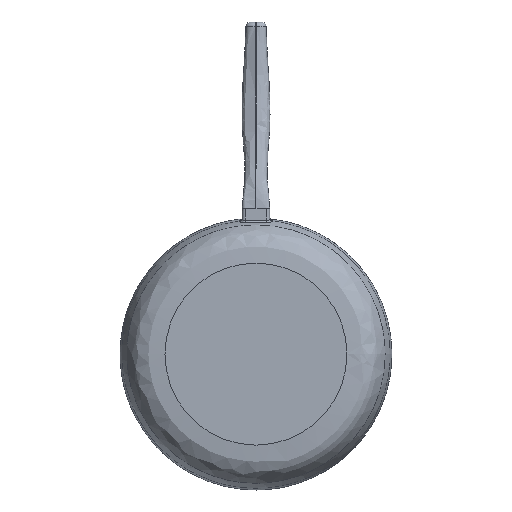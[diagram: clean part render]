
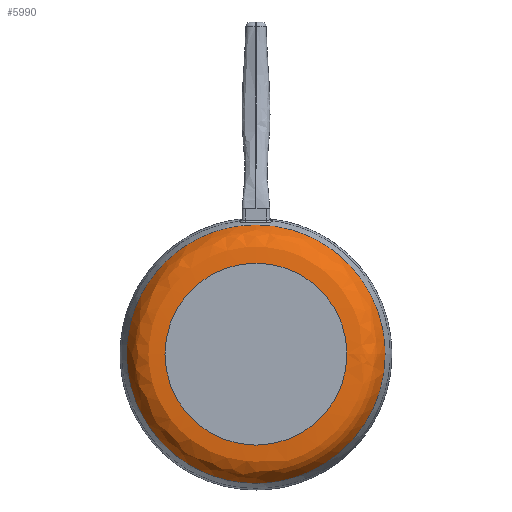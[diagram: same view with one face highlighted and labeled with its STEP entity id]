
A CAD part, front view. The second image highlights one B-rep face of the part: STEP entity #5990.
In plain terms, the highlighted free-form (B-spline) face has degree [4, 2] with [5, 9] control points.
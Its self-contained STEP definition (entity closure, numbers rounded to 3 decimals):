
#15=(
BOUNDED_SURFACE()
B_SPLINE_SURFACE(4,2,((#15942,#15943,#15944,#15945,#15946,#15947,#15948,
#15949,#15950),(#15951,#15952,#15953,#15954,#15955,#15956,#15957,#15958,
#15959),(#15960,#15961,#15962,#15963,#15964,#15965,#15966,#15967,#15968),
(#15969,#15970,#15971,#15972,#15973,#15974,#15975,#15976,#15977),(#15978,
#15979,#15980,#15981,#15982,#15983,#15984,#15985,#15986)),.UNSPECIFIED.,
 .F.,.T.,.F.)
B_SPLINE_SURFACE_WITH_KNOTS((5,5),(3,2,2,2,3),(-2.,-1.),(0.,1.571,
3.142,4.712,6.283),.UNSPECIFIED.)
GEOMETRIC_REPRESENTATION_ITEM()
RATIONAL_B_SPLINE_SURFACE(((1.,0.707,1.,0.707,1.,
0.707,1.,0.707,1.),(1.,0.707,1.,0.707,
1.,0.707,1.,0.707,1.),(1.,0.707,1.,
0.707,1.,0.707,1.,0.707,1.),(1.,0.707,
1.,0.707,1.,0.707,1.,0.707,1.),(1.,
0.707,1.,0.707,1.,0.707,1.,0.707,
1.)))
REPRESENTATION_ITEM('')
SURFACE()
);
#45=CIRCLE('',#6147,100.);
#538=FACE_OUTER_BOUND('',#854,.T.);
#854=EDGE_LOOP('',(#5282,#5283,#5284,#5285));
#2046=B_SPLINE_CURVE_WITH_KNOTS('',3,(#14703,#14704,#14705,#14706,#14707,
#14708,#14709,#14710,#14711,#14712,#14713,#14714,#14715,#14716,#14717,#14718,
#14719,#14720,#14721,#14722,#14723,#14724,#14725,#14726,#14727,#14728,#14729),
 .UNSPECIFIED.,.T.,.F.,(4,1,1,1,1,1,1,1,1,1,1,1,1,1,1,1,1,1,1,1,1,1,1,1,
4),(-6.283,-6.059,-5.834,-5.61,
-5.386,-5.086,-4.787,-4.488,
-4.189,-3.89,-3.59,-3.291,
-2.992,-2.693,-2.394,-2.094,
-1.795,-1.646,-1.496,-1.197,
-0.898,-0.673,-0.449,-0.224,
0.),.UNSPECIFIED.);
#2057=B_SPLINE_CURVE_WITH_KNOTS('',4,(#15988,#15989,#15990,#15991,#15992),
 .UNSPECIFIED.,.F.,.F.,(5,5),(1.347,2.),.UNSPECIFIED.);
#2630=VERTEX_POINT('',#14701);
#2638=VERTEX_POINT('',#15987);
#3500=EDGE_CURVE('',#2630,#2630,#2046,.T.);
#3520=EDGE_CURVE('',#2630,#2638,#2057,.T.);
#3521=EDGE_CURVE('',#2638,#2638,#45,.T.);
#5282=ORIENTED_EDGE('',*,*,#3500,.F.);
#5283=ORIENTED_EDGE('',*,*,#3520,.T.);
#5284=ORIENTED_EDGE('',*,*,#3521,.F.);
#5285=ORIENTED_EDGE('',*,*,#3520,.F.);
#5990=ADVANCED_FACE('',(#538),#15,.T.);
#6147=AXIS2_PLACEMENT_3D('',#15993,#6800,#6801);
#6800=DIRECTION('center_axis',(0.,-1.,0.));
#6801=DIRECTION('ref_axis',(1.,0.,0.));
#14701=CARTESIAN_POINT('',(141.884,25.295,0.));
#14703=CARTESIAN_POINT('Ctrl Pts',(141.885,25.295,0.));
#14704=CARTESIAN_POINT('Ctrl Pts',(141.884,25.295,-10.613));
#14705=CARTESIAN_POINT('Ctrl Pts',(139.493,25.295,-31.839));
#14706=CARTESIAN_POINT('Ctrl Pts',(128.911,25.295,-62.08));
#14707=CARTESIAN_POINT('Ctrl Pts',(111.863,25.295,-89.209));
#14708=CARTESIAN_POINT('Ctrl Pts',(86.694,25.295,-114.384));
#14709=CARTESIAN_POINT('Ctrl Pts',(52.616,25.295,-134.066));
#14710=CARTESIAN_POINT('Ctrl Pts',(10.761,25.295,-143.613));
#14711=CARTESIAN_POINT('Ctrl Pts',(-32.048,25.295,-140.41));
#14712=CARTESIAN_POINT('Ctrl Pts',(-72.01,25.295,-124.723));
#14713=CARTESIAN_POINT('Ctrl Pts',(-105.573,25.295,-97.956));
#14714=CARTESIAN_POINT('Ctrl Pts',(-129.756,25.295,-62.486));
#14715=CARTESIAN_POINT('Ctrl Pts',(-142.412,25.295,-21.463));
#14716=CARTESIAN_POINT('Ctrl Pts',(-142.408,25.295,21.466));
#14717=CARTESIAN_POINT('Ctrl Pts',(-129.757,25.295,62.49));
#14718=CARTESIAN_POINT('Ctrl Pts',(-105.572,25.295,97.958));
#14719=CARTESIAN_POINT('Ctrl Pts',(-72.007,25.295,124.725));
#14720=CARTESIAN_POINT('Ctrl Pts',(-38.705,25.295,137.792));
#14721=CARTESIAN_POINT('Ctrl Pts',(-10.64,25.295,142.014));
#14722=CARTESIAN_POINT('Ctrl Pts',(17.74,25.295,142.022));
#14723=CARTESIAN_POINT('Ctrl Pts',(52.618,25.295,134.062));
#14724=CARTESIAN_POINT('Ctrl Pts',(86.697,25.295,114.384));
#14725=CARTESIAN_POINT('Ctrl Pts',(111.865,25.295,89.206));
#14726=CARTESIAN_POINT('Ctrl Pts',(128.913,25.295,62.078));
#14727=CARTESIAN_POINT('Ctrl Pts',(139.493,25.295,31.837));
#14728=CARTESIAN_POINT('Ctrl Pts',(141.885,25.295,10.613));
#14729=CARTESIAN_POINT('Ctrl Pts',(141.885,25.295,0.));
#15942=CARTESIAN_POINT('Ctrl Pts',(100.,0.,0.));
#15943=CARTESIAN_POINT('Ctrl Pts',(100.,0.,100.));
#15944=CARTESIAN_POINT('Ctrl Pts',(0.,0.,100.));
#15945=CARTESIAN_POINT('Ctrl Pts',(-100.,0.,100.));
#15946=CARTESIAN_POINT('Ctrl Pts',(-100.,0.,0.));
#15947=CARTESIAN_POINT('Ctrl Pts',(-100.,0.,-100.));
#15948=CARTESIAN_POINT('Ctrl Pts',(0.,0.,-100.));
#15949=CARTESIAN_POINT('Ctrl Pts',(100.,0.,-100.));
#15950=CARTESIAN_POINT('Ctrl Pts',(100.,0.,0.));
#15951=CARTESIAN_POINT('Ctrl Pts',(135.416,0.,
0.));
#15952=CARTESIAN_POINT('Ctrl Pts',(135.416,0.,
135.416));
#15953=CARTESIAN_POINT('Ctrl Pts',(0.,0.,135.416));
#15954=CARTESIAN_POINT('Ctrl Pts',(-135.416,0.,
135.416));
#15955=CARTESIAN_POINT('Ctrl Pts',(-135.416,0.,
0.));
#15956=CARTESIAN_POINT('Ctrl Pts',(-135.416,0.,
-135.416));
#15957=CARTESIAN_POINT('Ctrl Pts',(0.,0.,-135.416));
#15958=CARTESIAN_POINT('Ctrl Pts',(135.416,0.,
-135.416));
#15959=CARTESIAN_POINT('Ctrl Pts',(135.416,0.,
0.));
#15960=CARTESIAN_POINT('Ctrl Pts',(134.918,10.543,0.));
#15961=CARTESIAN_POINT('Ctrl Pts',(134.918,10.543,134.918));
#15962=CARTESIAN_POINT('Ctrl Pts',(0.,10.543,134.918));
#15963=CARTESIAN_POINT('Ctrl Pts',(-134.918,10.543,134.918));
#15964=CARTESIAN_POINT('Ctrl Pts',(-134.918,10.543,0.));
#15965=CARTESIAN_POINT('Ctrl Pts',(-134.918,10.543,-134.918));
#15966=CARTESIAN_POINT('Ctrl Pts',(0.,10.543,-134.918));
#15967=CARTESIAN_POINT('Ctrl Pts',(134.918,10.543,-134.918));
#15968=CARTESIAN_POINT('Ctrl Pts',(134.918,10.543,0.));
#15969=CARTESIAN_POINT('Ctrl Pts',(147.,33.485,0.));
#15970=CARTESIAN_POINT('Ctrl Pts',(147.,33.485,147.));
#15971=CARTESIAN_POINT('Ctrl Pts',(0.,33.485,147.));
#15972=CARTESIAN_POINT('Ctrl Pts',(-147.,33.485,147.));
#15973=CARTESIAN_POINT('Ctrl Pts',(-147.,33.485,0.));
#15974=CARTESIAN_POINT('Ctrl Pts',(-147.,33.485,-147.));
#15975=CARTESIAN_POINT('Ctrl Pts',(0.,33.485,-147.));
#15976=CARTESIAN_POINT('Ctrl Pts',(147.,33.485,-147.));
#15977=CARTESIAN_POINT('Ctrl Pts',(147.,33.485,0.));
#15978=CARTESIAN_POINT('Ctrl Pts',(150.,50.,0.));
#15979=CARTESIAN_POINT('Ctrl Pts',(150.,50.,150.));
#15980=CARTESIAN_POINT('Ctrl Pts',(0.,50.,150.));
#15981=CARTESIAN_POINT('Ctrl Pts',(-150.,50.,150.));
#15982=CARTESIAN_POINT('Ctrl Pts',(-150.,50.,0.));
#15983=CARTESIAN_POINT('Ctrl Pts',(-150.,50.,-150.));
#15984=CARTESIAN_POINT('Ctrl Pts',(0.,50.,-150.));
#15985=CARTESIAN_POINT('Ctrl Pts',(150.,50.,-150.));
#15986=CARTESIAN_POINT('Ctrl Pts',(150.,50.,0.));
#15987=CARTESIAN_POINT('',(100.,0.,0.));
#15988=CARTESIAN_POINT('Ctrl Pts',(141.884,25.295,0.));
#15989=CARTESIAN_POINT('Ctrl Pts',(136.946,14.013,0.));
#15990=CARTESIAN_POINT('Ctrl Pts',(130.944,4.498,0.));
#15991=CARTESIAN_POINT('Ctrl Pts',(123.134,0.,
0.));
#15992=CARTESIAN_POINT('Ctrl Pts',(100.,0.,0.));
#15993=CARTESIAN_POINT('Origin',(0.,0.,0.));
